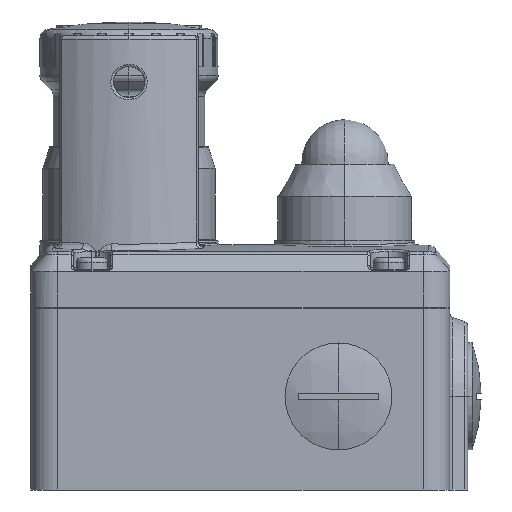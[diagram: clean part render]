
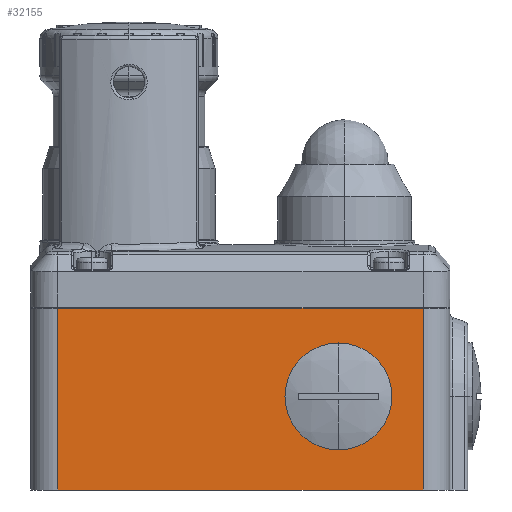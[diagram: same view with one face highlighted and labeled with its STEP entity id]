
A CAD part, left-side view. The second image highlights one B-rep face of the part: STEP entity #32155.
In plain terms, the highlighted planar face has unit normal (-1, 0, 0).
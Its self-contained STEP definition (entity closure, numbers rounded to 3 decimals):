
#3140 = VECTOR ( 'NONE', #7007, 1000. ) ;
#6399 = VERTEX_POINT ( 'NONE', #25217 ) ;
#6808 = VERTEX_POINT ( 'NONE', #31579 ) ;
#7007 = DIRECTION ( 'NONE',  ( 0., 0., 1. ) ) ;
#7740 = ORIENTED_EDGE ( 'NONE', *, *, #11486, .T. ) ;
#7832 = CARTESIAN_POINT ( 'NONE',  ( -33., -47., -20.5 ) ) ;
#9094 = VERTEX_POINT ( 'NONE', #24555 ) ;
#10821 = VECTOR ( 'NONE', #26496, 1000. ) ;
#11486 = EDGE_CURVE ( 'NONE', #9094, #6399, #16534, .T. ) ;
#14143 = ORIENTED_EDGE ( 'NONE', *, *, #19723, .T. ) ;
#15081 = EDGE_CURVE ( 'NONE', #6399, #6808, #26607, .T. ) ;
#15764 = FACE_OUTER_BOUND ( 'NONE', #19845, .T. ) ;
#15778 = DIRECTION ( 'NONE',  ( 0., 0., -1. ) ) ;
#16354 = LINE ( 'NONE', #7832, #22293 ) ;
#16534 = LINE ( 'NONE', #22111, #3140 ) ;
#17480 = VERTEX_POINT ( 'NONE', #29704 ) ;
#17741 = LINE ( 'NONE', #21294, #30839 ) ;
#17781 = EDGE_CURVE ( 'NONE', #6808, #17480, #17741, .T. ) ;
#18236 = PLANE ( 'NONE',  #27649 ) ;
#19723 = EDGE_CURVE ( 'NONE', #17480, #9094, #16354, .T. ) ;
#19845 = EDGE_LOOP ( 'NONE', ( #7740, #30941, #29549, #14143 ) ) ;
#21294 = CARTESIAN_POINT ( 'NONE',  ( -33., 41., 20.5 ) ) ;
#22111 = CARTESIAN_POINT ( 'NONE',  ( -33., -41., 20.5 ) ) ;
#22293 = VECTOR ( 'NONE', #28238, 1000. ) ;
#23319 = CARTESIAN_POINT ( 'NONE',  ( -33., -47., 20.5 ) ) ;
#23731 = CARTESIAN_POINT ( 'NONE',  ( -33., 41., 20.3 ) ) ;
#24555 = CARTESIAN_POINT ( 'NONE',  ( -33., -41., -20.5 ) ) ;
#25217 = CARTESIAN_POINT ( 'NONE',  ( -33., -41., 20.3 ) ) ;
#26279 = DIRECTION ( 'NONE',  ( 0., 0., -1. ) ) ;
#26496 = DIRECTION ( 'NONE',  ( 0., 1., 0. ) ) ;
#26607 = LINE ( 'NONE', #23731, #10821 ) ;
#27649 = AXIS2_PLACEMENT_3D ( 'NONE', #23319, #30934, #15778 ) ;
#28238 = DIRECTION ( 'NONE',  ( 0., -1., 0. ) ) ;
#29549 = ORIENTED_EDGE ( 'NONE', *, *, #17781, .T. ) ;
#29704 = CARTESIAN_POINT ( 'NONE',  ( -33., 41., -20.5 ) ) ;
#30839 = VECTOR ( 'NONE', #26279, 1000. ) ;
#30934 = DIRECTION ( 'NONE',  ( 1., 0., 0. ) ) ;
#30941 = ORIENTED_EDGE ( 'NONE', *, *, #15081, .T. ) ;
#31579 = CARTESIAN_POINT ( 'NONE',  ( -33., 41., 20.3 ) ) ;
#32155 = ADVANCED_FACE ( 'NONE', ( #15764 ), #18236, .F. ) ;
